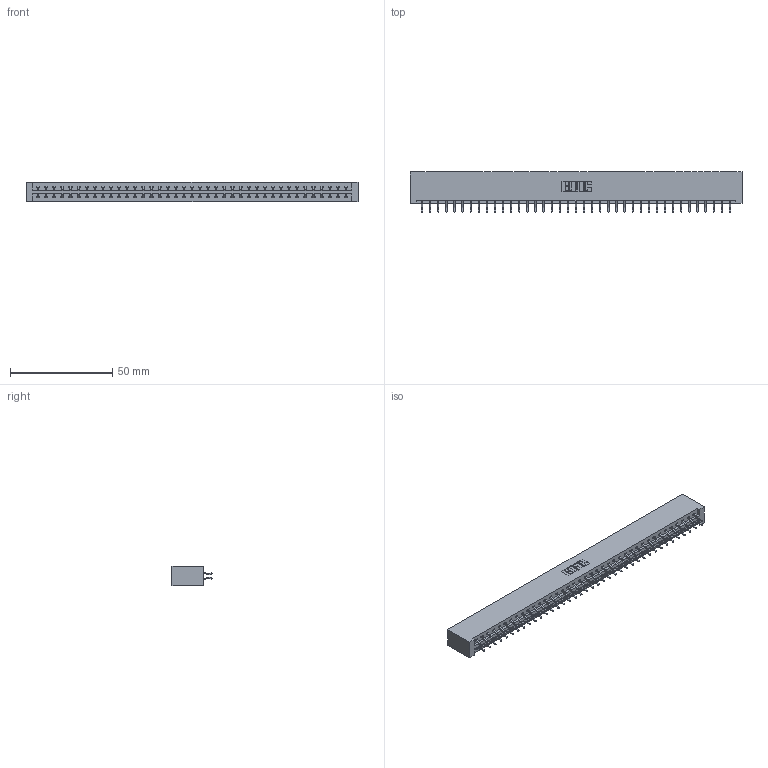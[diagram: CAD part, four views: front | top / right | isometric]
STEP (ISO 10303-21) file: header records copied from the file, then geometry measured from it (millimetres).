
FILE_DESCRIPTION (( 'STEP AP203' ), '1' );
FILE_NAME ('387-078-556-201.STEP', '2019-10-22T06:44:14', ( '' ), ( '' ), 'SwSTEP 2.0', 'SolidWorks 2016', '' );
FILE_SCHEMA (( 'CONFIG_CONTROL_DESIGN' ));
Length unit declared in the file: inch
Products named in the file (3): 387-078-556-201; 337 Part_No Mounting Lugs; 345-292-001_556 Tail
Assembly tree (79 placements, depth 2):
  387-078-556-201
    337 Part_No Mounting Lugs
    345-292-001_556 Tail  x78
Bounding box: 162.41 x 19.57 x 9.4 mm (x, y, z)
Volume: 17833.5 mm3; surface area: 20105.5 mm2
Topology: 79 solids, 79 shells, 4786 faces, 14249 edges, 9394 vertices
Faces by surface type: plane 3342, cylinder 1444
Entity records: 30569 total; most frequent: CARTESIAN_POINT 5166, ORIENTED_EDGE 5090, DIRECTION 4381, EDGE_CURVE 2545, LINE 2417, VECTOR 2417, VERTEX_POINT 1694, AXIS2_PLACEMENT_3D 982
